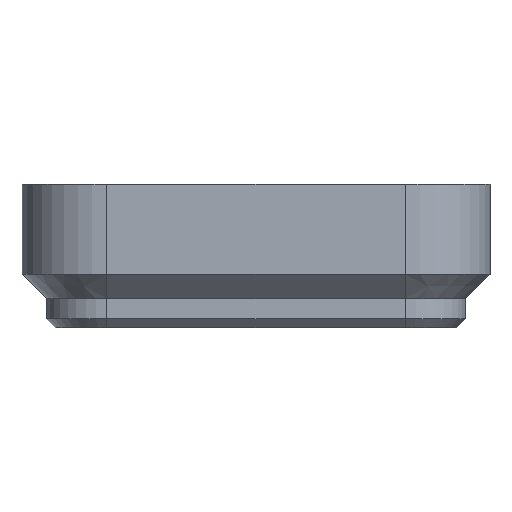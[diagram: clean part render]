
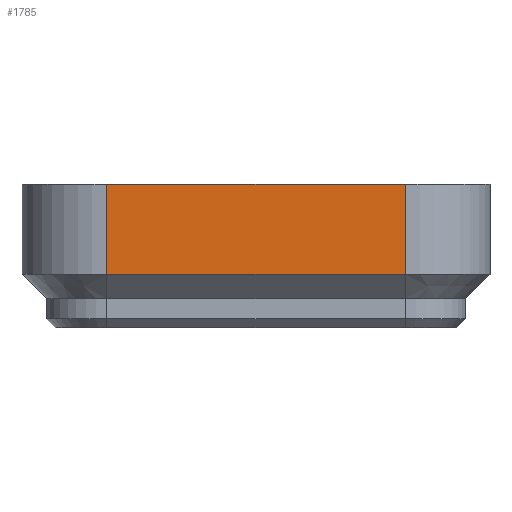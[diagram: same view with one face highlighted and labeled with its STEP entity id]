
A CAD part, front view. The second image highlights one B-rep face of the part: STEP entity #1785.
In plain terms, the highlighted planar face has unit normal (0, -1, 0).
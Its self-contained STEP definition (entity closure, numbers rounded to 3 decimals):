
#98=LINE('',#2785,#288);
#99=LINE('',#2791,#289);
#100=LINE('',#2794,#290);
#101=LINE('',#2795,#291);
#288=VECTOR('',#2191,1000.);
#289=VECTOR('',#2198,1000.);
#290=VECTOR('',#2199,1000.);
#291=VECTOR('',#2200,1000.);
#508=ORIENTED_EDGE('',*,*,#1033,.T.);
#509=ORIENTED_EDGE('',*,*,#1034,.T.);
#510=ORIENTED_EDGE('',*,*,#1030,.F.);
#511=ORIENTED_EDGE('',*,*,#1035,.F.);
#1030=EDGE_CURVE('',#1290,#1291,#98,.T.);
#1033=EDGE_CURVE('',#1292,#1293,#99,.T.);
#1034=EDGE_CURVE('',#1293,#1291,#100,.T.);
#1035=EDGE_CURVE('',#1292,#1290,#101,.T.);
#1290=VERTEX_POINT('',#2786);
#1291=VERTEX_POINT('',#2787);
#1292=VERTEX_POINT('',#2792);
#1293=VERTEX_POINT('',#2793);
#1484=EDGE_LOOP('',(#508,#509,#510,#511));
#1604=FACE_BOUND('',#1484,.T.);
#1720=PLANE('',#1938);
#1785=ADVANCED_FACE('',(#1604),#1720,.F.);
#1938=AXIS2_PLACEMENT_3D('',#2790,#2196,#2197);
#2191=DIRECTION('',(0.,0.,1.));
#2196=DIRECTION('',(0.,1.,0.));
#2197=DIRECTION('',(0.,0.,1.));
#2198=DIRECTION('',(0.,0.,1.));
#2199=DIRECTION('',(-1.,0.,0.));
#2200=DIRECTION('',(-1.,0.,0.));
#2785=CARTESIAN_POINT('',(-13.25,-41.75,-1.));
#2786=CARTESIAN_POINT('',(-13.25,-41.75,-1.));
#2787=CARTESIAN_POINT('',(-13.25,-41.75,7.));
#2790=CARTESIAN_POINT('',(0.,-41.75,-1.));
#2791=CARTESIAN_POINT('',(13.25,-41.75,-1.));
#2792=CARTESIAN_POINT('',(13.25,-41.75,-1.));
#2793=CARTESIAN_POINT('',(13.25,-41.75,7.));
#2794=CARTESIAN_POINT('',(0.,-41.75,7.));
#2795=CARTESIAN_POINT('',(0.,-41.75,-1.));
